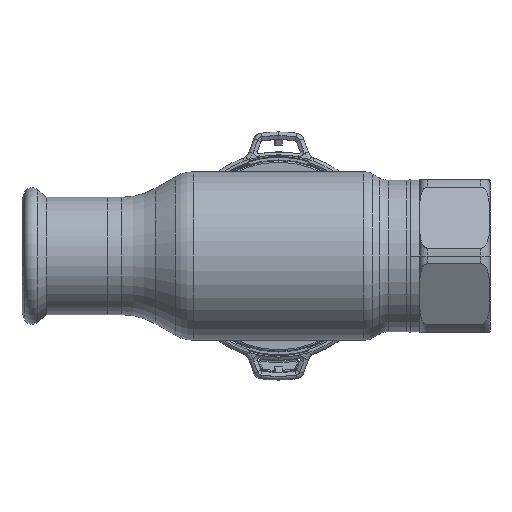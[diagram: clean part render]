
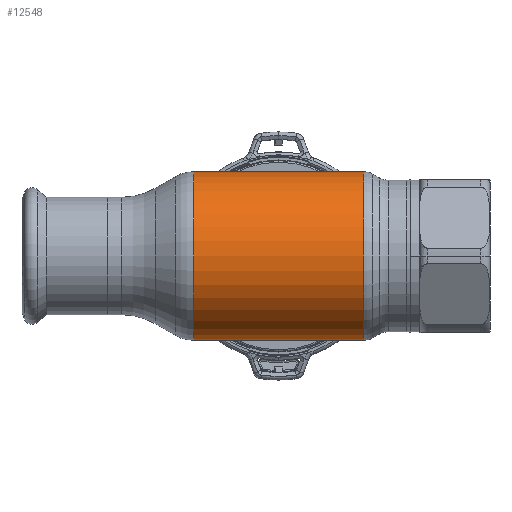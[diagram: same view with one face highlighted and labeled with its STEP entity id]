
A CAD part, front view. The second image highlights one B-rep face of the part: STEP entity #12548.
In plain terms, the highlighted cylindrical face has radius 27.5 mm (diameter 55 mm), a partial arc.
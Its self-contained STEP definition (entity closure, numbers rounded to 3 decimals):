
#1212 = DIRECTION ( 'NONE',  ( 0., 0., 1. ) ) ;
#2352 = DIRECTION ( 'NONE',  ( -1., 0., 0. ) ) ;
#2366 = CARTESIAN_POINT ( 'NONE',  ( 27.785, 0., 27.5 ) ) ;
#3530 = CARTESIAN_POINT ( 'NONE',  ( 27.785, 0., -27.5 ) ) ;
#6695 = CIRCLE ( 'NONE', #21380, 27.5 ) ;
#7335 = DIRECTION ( 'NONE',  ( -1., 0., 0. ) ) ;
#7831 = EDGE_LOOP ( 'NONE', ( #8182, #33460, #15665, #18704 ) ) ;
#8182 = ORIENTED_EDGE ( 'NONE', *, *, #9714, .F. ) ;
#8736 = DIRECTION ( 'NONE',  ( 0., 0., 1. ) ) ;
#9714 = EDGE_CURVE ( 'NONE', #24031, #33611, #35642, .T. ) ;
#10508 = CIRCLE ( 'NONE', #21377, 27.5 ) ;
#10860 = VECTOR ( 'NONE', #33349, 1000. ) ;
#11543 = VECTOR ( 'NONE', #2352, 1000. ) ;
#11789 = CARTESIAN_POINT ( 'NONE',  ( -62.69, 0., 27.5 ) ) ;
#12119 = EDGE_CURVE ( 'NONE', #33611, #31335, #10508, .T. ) ;
#12548 = ADVANCED_FACE ( 'NONE', ( #21061 ), #34736, .T. ) ;
#14984 = CARTESIAN_POINT ( 'NONE',  ( -27.785, 0., -27.5 ) ) ;
#15579 = VERTEX_POINT ( 'NONE', #2366 ) ;
#15665 = ORIENTED_EDGE ( 'NONE', *, *, #33591, .T. ) ;
#16013 = DIRECTION ( 'NONE',  ( -1., 0., 0. ) ) ;
#17574 = AXIS2_PLACEMENT_3D ( 'NONE', #22764, #16013, #1212 ) ;
#18704 = ORIENTED_EDGE ( 'NONE', *, *, #12119, .F. ) ;
#18712 = CARTESIAN_POINT ( 'NONE',  ( -27.785, 0., 27.5 ) ) ;
#19531 = DIRECTION ( 'NONE',  ( 0., 0., 1. ) ) ;
#19806 = LINE ( 'NONE', #11789, #10860 ) ;
#21061 = FACE_OUTER_BOUND ( 'NONE', #7831, .T. ) ;
#21377 = AXIS2_PLACEMENT_3D ( 'NONE', #33465, #29906, #8736 ) ;
#21380 = AXIS2_PLACEMENT_3D ( 'NONE', #25709, #7335, #19531 ) ;
#22764 = CARTESIAN_POINT ( 'NONE',  ( -62.69, 0., 0. ) ) ;
#23870 = EDGE_CURVE ( 'NONE', #24031, #15579, #6695, .T. ) ;
#24031 = VERTEX_POINT ( 'NONE', #3530 ) ;
#25709 = CARTESIAN_POINT ( 'NONE',  ( 27.785, 0., 0. ) ) ;
#29711 = CARTESIAN_POINT ( 'NONE',  ( -62.69, 0., -27.5 ) ) ;
#29906 = DIRECTION ( 'NONE',  ( -1., 0., 0. ) ) ;
#31335 = VERTEX_POINT ( 'NONE', #18712 ) ;
#33349 = DIRECTION ( 'NONE',  ( -1., 0., 0. ) ) ;
#33460 = ORIENTED_EDGE ( 'NONE', *, *, #23870, .T. ) ;
#33465 = CARTESIAN_POINT ( 'NONE',  ( -27.785, 0., 0. ) ) ;
#33591 = EDGE_CURVE ( 'NONE', #15579, #31335, #19806, .T. ) ;
#33611 = VERTEX_POINT ( 'NONE', #14984 ) ;
#34736 = CYLINDRICAL_SURFACE ( 'NONE', #17574, 27.5 ) ;
#35642 = LINE ( 'NONE', #29711, #11543 ) ;
